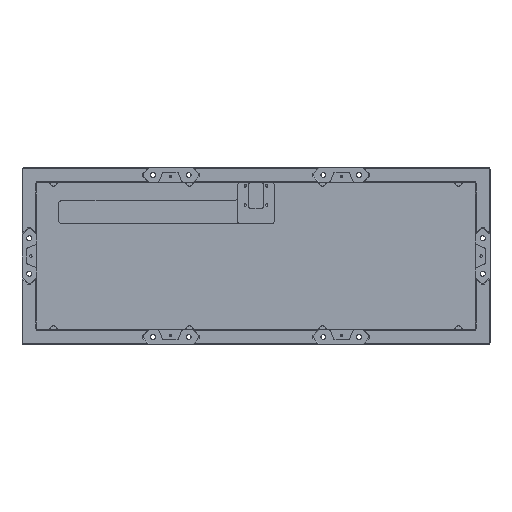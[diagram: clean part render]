
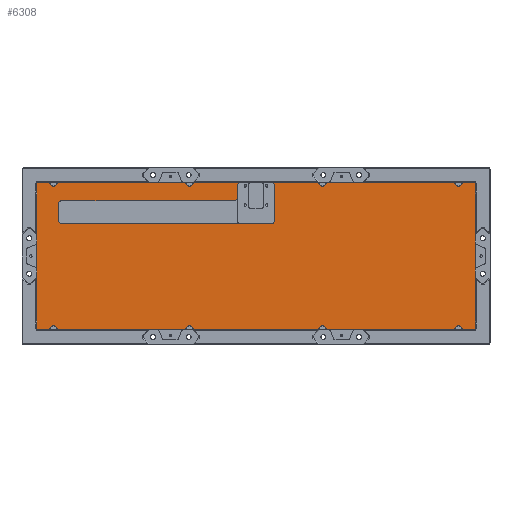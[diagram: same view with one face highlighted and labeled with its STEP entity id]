
A CAD part, top view. The second image highlights one B-rep face of the part: STEP entity #6308.
In plain terms, the highlighted planar face has unit normal (0, 0, 1).
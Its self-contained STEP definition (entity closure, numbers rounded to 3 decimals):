
#275=PLANE('',#6862);
#555=FACE_OUTER_BOUND('',#960,.T.);
#960=EDGE_LOOP('',(#5262,#5263,#5264,#5265,#5266,#5267,#5268,#5269,#5270,
#5271,#5272,#5273,#5274,#5275,#5276,#5277,#5278,#5279,#5280,#5281));
#1422=LINE('',#10031,#2025);
#1448=LINE('',#10080,#2051);
#1466=LINE('',#10121,#2069);
#1481=LINE('',#10154,#2084);
#1489=LINE('',#10169,#2092);
#1589=LINE('',#10520,#2192);
#1590=LINE('',#10524,#2193);
#1591=LINE('',#10528,#2194);
#1592=LINE('',#10532,#2195);
#1593=LINE('',#10536,#2196);
#2025=VECTOR('',#7836,10.);
#2051=VECTOR('',#7868,10.);
#2069=VECTOR('',#7910,10.);
#2084=VECTOR('',#7935,10.);
#2092=VECTOR('',#7943,10.);
#2192=VECTOR('',#8337,10.);
#2193=VECTOR('',#8340,10.);
#2194=VECTOR('',#8343,10.);
#2195=VECTOR('',#8346,10.);
#2196=VECTOR('',#8349,10.);
#2430=CIRCLE('',#6698,1.);
#2432=CIRCLE('',#6710,1.);
#2434=CIRCLE('',#6715,1.);
#2508=CIRCLE('',#6863,2.25);
#2509=CIRCLE('',#6864,2.25);
#2510=CIRCLE('',#6865,2.25);
#2511=CIRCLE('',#6866,2.25);
#2512=CIRCLE('',#6867,2.25);
#2513=CIRCLE('',#6868,2.25);
#2514=CIRCLE('',#6869,1.);
#2894=VERTEX_POINT('',#10028);
#2895=VERTEX_POINT('',#10030);
#2901=VERTEX_POINT('',#10045);
#2915=VERTEX_POINT('',#10078);
#2920=VERTEX_POINT('',#10104);
#2926=VERTEX_POINT('',#10119);
#2927=VERTEX_POINT('',#10125);
#2938=VERTEX_POINT('',#10151);
#2939=VERTEX_POINT('',#10153);
#2946=VERTEX_POINT('',#10167);
#3049=VERTEX_POINT('',#10517);
#3050=VERTEX_POINT('',#10519);
#3051=VERTEX_POINT('',#10521);
#3052=VERTEX_POINT('',#10523);
#3053=VERTEX_POINT('',#10525);
#3054=VERTEX_POINT('',#10527);
#3055=VERTEX_POINT('',#10529);
#3056=VERTEX_POINT('',#10531);
#3057=VERTEX_POINT('',#10533);
#3058=VERTEX_POINT('',#10535);
#3604=EDGE_CURVE('',#2895,#2894,#1422,.T.);
#3613=EDGE_CURVE('',#2894,#2901,#2430,.T.);
#3631=EDGE_CURVE('',#2901,#2915,#1448,.T.);
#3643=EDGE_CURVE('',#2915,#2920,#2432,.T.);
#3651=EDGE_CURVE('',#2920,#2926,#1466,.T.);
#3654=EDGE_CURVE('',#2926,#2927,#2434,.T.);
#3668=EDGE_CURVE('',#2939,#2938,#1481,.T.);
#3676=EDGE_CURVE('',#2927,#2946,#1489,.T.);
#3849=EDGE_CURVE('',#2946,#3049,#2508,.T.);
#3850=EDGE_CURVE('',#3049,#3050,#1589,.T.);
#3851=EDGE_CURVE('',#3050,#3051,#2509,.T.);
#3852=EDGE_CURVE('',#3051,#3052,#1590,.T.);
#3853=EDGE_CURVE('',#3053,#3052,#2510,.T.);
#3854=EDGE_CURVE('',#3053,#3054,#1591,.T.);
#3855=EDGE_CURVE('',#3055,#3054,#2511,.T.);
#3856=EDGE_CURVE('',#3055,#3056,#1592,.T.);
#3857=EDGE_CURVE('',#3057,#3056,#2512,.T.);
#3858=EDGE_CURVE('',#3057,#3058,#1593,.T.);
#3859=EDGE_CURVE('',#3058,#2939,#2513,.T.);
#3860=EDGE_CURVE('',#2938,#2895,#2514,.T.);
#5262=ORIENTED_EDGE('',*,*,#3654,.T.);
#5263=ORIENTED_EDGE('',*,*,#3676,.T.);
#5264=ORIENTED_EDGE('',*,*,#3849,.T.);
#5265=ORIENTED_EDGE('',*,*,#3850,.T.);
#5266=ORIENTED_EDGE('',*,*,#3851,.T.);
#5267=ORIENTED_EDGE('',*,*,#3852,.T.);
#5268=ORIENTED_EDGE('',*,*,#3853,.F.);
#5269=ORIENTED_EDGE('',*,*,#3854,.T.);
#5270=ORIENTED_EDGE('',*,*,#3855,.F.);
#5271=ORIENTED_EDGE('',*,*,#3856,.T.);
#5272=ORIENTED_EDGE('',*,*,#3857,.F.);
#5273=ORIENTED_EDGE('',*,*,#3858,.T.);
#5274=ORIENTED_EDGE('',*,*,#3859,.T.);
#5275=ORIENTED_EDGE('',*,*,#3668,.T.);
#5276=ORIENTED_EDGE('',*,*,#3860,.T.);
#5277=ORIENTED_EDGE('',*,*,#3604,.T.);
#5278=ORIENTED_EDGE('',*,*,#3613,.T.);
#5279=ORIENTED_EDGE('',*,*,#3631,.T.);
#5280=ORIENTED_EDGE('',*,*,#3643,.T.);
#5281=ORIENTED_EDGE('',*,*,#3651,.T.);
#6308=ADVANCED_FACE('',(#555),#275,.T.);
#6698=AXIS2_PLACEMENT_3D('',#10047,#7847,#7848);
#6710=AXIS2_PLACEMENT_3D('',#10106,#7899,#7900);
#6715=AXIS2_PLACEMENT_3D('',#10127,#7918,#7919);
#6862=AXIS2_PLACEMENT_3D('',#10516,#8333,#8334);
#6863=AXIS2_PLACEMENT_3D('',#10518,#8335,#8336);
#6864=AXIS2_PLACEMENT_3D('',#10522,#8338,#8339);
#6865=AXIS2_PLACEMENT_3D('',#10526,#8341,#8342);
#6866=AXIS2_PLACEMENT_3D('',#10530,#8344,#8345);
#6867=AXIS2_PLACEMENT_3D('',#10534,#8347,#8348);
#6868=AXIS2_PLACEMENT_3D('',#10537,#8350,#8351);
#6869=AXIS2_PLACEMENT_3D('',#10538,#8352,#8353);
#7836=DIRECTION('',(0.,-1.,0.));
#7847=DIRECTION('center_axis',(0.,0.,1.));
#7848=DIRECTION('ref_axis',(-0.707,-0.707,0.));
#7868=DIRECTION('',(1.,0.,0.));
#7899=DIRECTION('center_axis',(0.,0.,1.));
#7900=DIRECTION('ref_axis',(0.707,-0.707,0.));
#7910=DIRECTION('',(0.,1.,0.));
#7918=DIRECTION('center_axis',(0.,0.,1.));
#7919=DIRECTION('ref_axis',(0.707,0.707,0.));
#7935=DIRECTION('',(-1.,0.,0.));
#7943=DIRECTION('',(-1.,0.,0.));
#8333=DIRECTION('center_axis',(0.,0.,1.));
#8334=DIRECTION('ref_axis',(0.,1.,0.));
#8335=DIRECTION('center_axis',(0.,0.,-1.));
#8336=DIRECTION('ref_axis',(1.,0.,0.));
#8337=DIRECTION('',(0.,-1.,0.));
#8338=DIRECTION('center_axis',(0.,0.,-1.));
#8339=DIRECTION('ref_axis',(0.,-1.,0.));
#8340=DIRECTION('',(-1.,0.,0.));
#8341=DIRECTION('center_axis',(0.,0.,1.));
#8342=DIRECTION('ref_axis',(-0.707,-0.707,0.));
#8343=DIRECTION('',(0.,1.,0.));
#8344=DIRECTION('center_axis',(0.,0.,1.));
#8345=DIRECTION('ref_axis',(-0.707,0.707,0.));
#8346=DIRECTION('',(1.,0.,0.));
#8347=DIRECTION('center_axis',(0.,0.,-1.));
#8348=DIRECTION('ref_axis',(0.707,-0.707,0.));
#8349=DIRECTION('',(0.,1.,0.));
#8350=DIRECTION('center_axis',(0.,0.,-1.));
#8351=DIRECTION('ref_axis',(0.,1.,0.));
#8352=DIRECTION('center_axis',(0.,0.,1.));
#8353=DIRECTION('ref_axis',(-0.707,0.707,0.));
#10028=CARTESIAN_POINT('',(-0.475,-94.725,-10.3));
#10030=CARTESIAN_POINT('',(-0.475,-0.525,-10.3));
#10031=CARTESIAN_POINT('',(-0.475,0.475,-10.3));
#10045=CARTESIAN_POINT('',(0.525,-95.725,-10.3));
#10047=CARTESIAN_POINT('Origin',(0.525,-94.725,-10.3));
#10078=CARTESIAN_POINT('',(285.225,-95.725,-10.3));
#10080=CARTESIAN_POINT('',(-0.475,-95.725,-10.3));
#10104=CARTESIAN_POINT('',(286.225,-94.725,-10.3));
#10106=CARTESIAN_POINT('Origin',(285.225,-94.725,-10.3));
#10119=CARTESIAN_POINT('',(286.225,-0.525,-10.3));
#10121=CARTESIAN_POINT('',(286.225,0.475,-10.3));
#10125=CARTESIAN_POINT('',(285.225,0.475,-10.3));
#10127=CARTESIAN_POINT('Origin',(285.225,-0.525,-10.3));
#10151=CARTESIAN_POINT('',(0.525,0.475,-10.3));
#10153=CARTESIAN_POINT('',(132.875,0.475,-10.3));
#10154=CARTESIAN_POINT('',(-0.475,0.475,-10.3));
#10167=CARTESIAN_POINT('',(152.875,0.475,-10.3));
#10169=CARTESIAN_POINT('',(-0.475,0.475,-10.3));
#10516=CARTESIAN_POINT('Origin',(295.725,-105.225,-10.3));
#10517=CARTESIAN_POINT('',(155.125,-1.775,-10.3));
#10518=CARTESIAN_POINT('Origin',(152.875,-1.775,-10.3));
#10519=CARTESIAN_POINT('',(155.125,-24.275,-10.3));
#10520=CARTESIAN_POINT('',(155.125,-53.5,-10.3));
#10521=CARTESIAN_POINT('',(152.875,-26.525,-10.3));
#10522=CARTESIAN_POINT('Origin',(152.875,-24.275,-10.3));
#10523=CARTESIAN_POINT('',(16.025,-26.525,-10.3));
#10524=CARTESIAN_POINT('',(214.3,-26.525,-10.3));
#10525=CARTESIAN_POINT('',(13.775,-24.275,-10.3));
#10526=CARTESIAN_POINT('Origin',(16.025,-24.275,-10.3));
#10527=CARTESIAN_POINT('',(13.775,-13.775,-10.3));
#10528=CARTESIAN_POINT('',(13.775,-65.875,-10.3));
#10529=CARTESIAN_POINT('',(16.025,-11.525,-10.3));
#10530=CARTESIAN_POINT('Origin',(16.025,-13.775,-10.3));
#10531=CARTESIAN_POINT('',(128.375,-11.525,-10.3));
#10532=CARTESIAN_POINT('',(154.75,-11.525,-10.3));
#10533=CARTESIAN_POINT('',(130.625,-9.275,-10.3));
#10534=CARTESIAN_POINT('Origin',(128.375,-9.275,-10.3));
#10535=CARTESIAN_POINT('',(130.625,-1.775,-10.3));
#10536=CARTESIAN_POINT('',(130.625,-64.75,-10.3));
#10537=CARTESIAN_POINT('Origin',(132.875,-1.775,-10.3));
#10538=CARTESIAN_POINT('Origin',(0.525,-0.525,-10.3));
